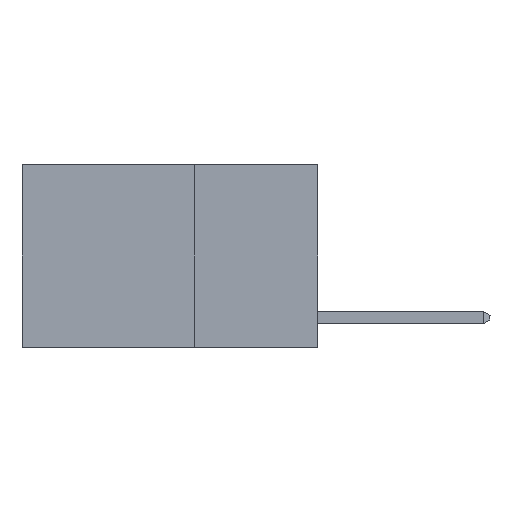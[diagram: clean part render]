
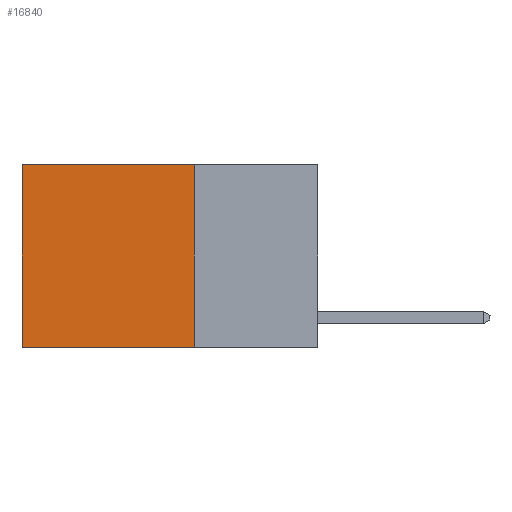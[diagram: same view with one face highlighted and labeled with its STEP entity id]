
A CAD part, left-side view. The second image highlights one B-rep face of the part: STEP entity #16840.
In plain terms, the highlighted planar face has unit normal (-1, 0, 0).
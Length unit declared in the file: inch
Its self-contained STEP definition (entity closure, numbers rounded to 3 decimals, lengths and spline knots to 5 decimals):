
#357 = DIRECTION ( 'NONE',  ( 0., 0., -1. ) ) ;
#1364 = EDGE_CURVE ( 'NONE', #18076, #13254, #2220, .T. ) ;
#1444 = AXIS2_PLACEMENT_3D ( 'NONE', #17173, #15465, #9382 ) ;
#1492 = LINE ( 'NONE', #4419, #11230 ) ;
#2220 = LINE ( 'NONE', #21575, #14445 ) ;
#3392 = VERTEX_POINT ( 'NONE', #17487 ) ;
#3812 = ORIENTED_EDGE ( 'NONE', *, *, #1364, .F. ) ;
#4419 = CARTESIAN_POINT ( 'NONE',  ( 0.2625, 0.25, 0. ) ) ;
#5554 = ORIENTED_EDGE ( 'NONE', *, *, #21171, .T. ) ;
#7228 = LINE ( 'NONE', #23758, #20144 ) ;
#8370 = LINE ( 'NONE', #13140, #12987 ) ;
#8825 = CARTESIAN_POINT ( 'NONE',  ( 0.2625, 0.25, 0. ) ) ;
#9382 = DIRECTION ( 'NONE',  ( 0., 0., -1. ) ) ;
#11230 = VECTOR ( 'NONE', #22142, 39.37008 ) ;
#11418 = DIRECTION ( 'NONE',  ( 0., 0., -1. ) ) ;
#12429 = EDGE_CURVE ( 'NONE', #19058, #3392, #1492, .T. ) ;
#12987 = VECTOR ( 'NONE', #11418, 39.37008 ) ;
#13140 = CARTESIAN_POINT ( 'NONE',  ( 0.2625, 0.25, 0. ) ) ;
#13254 = VERTEX_POINT ( 'NONE', #23680 ) ;
#13605 = EDGE_LOOP ( 'NONE', ( #5554, #3812, #23730, #18100 ) ) ;
#14445 = VECTOR ( 'NONE', #19008, 39.37008 ) ;
#15465 = DIRECTION ( 'NONE',  ( 1., 0., 0. ) ) ;
#16840 = ADVANCED_FACE ( 'NONE', ( #24900 ), #17257, .F. ) ;
#17173 = CARTESIAN_POINT ( 'NONE',  ( 0.2625, 0.25, 0. ) ) ;
#17257 = PLANE ( 'NONE',  #1444 ) ;
#17487 = CARTESIAN_POINT ( 'NONE',  ( 0.2625, 0.6, 0. ) ) ;
#18076 = VERTEX_POINT ( 'NONE', #25244 ) ;
#18100 = ORIENTED_EDGE ( 'NONE', *, *, #12429, .T. ) ;
#19008 = DIRECTION ( 'NONE',  ( 0., 1., 0. ) ) ;
#19058 = VERTEX_POINT ( 'NONE', #8825 ) ;
#20144 = VECTOR ( 'NONE', #357, 39.37008 ) ;
#21171 = EDGE_CURVE ( 'NONE', #3392, #13254, #7228, .T. ) ;
#21575 = CARTESIAN_POINT ( 'NONE',  ( 0.2625, 0.25, -0.37 ) ) ;
#22121 = EDGE_CURVE ( 'NONE', #19058, #18076, #8370, .T. ) ;
#22142 = DIRECTION ( 'NONE',  ( 0., 1., 0. ) ) ;
#23680 = CARTESIAN_POINT ( 'NONE',  ( 0.2625, 0.6, -0.37 ) ) ;
#23730 = ORIENTED_EDGE ( 'NONE', *, *, #22121, .F. ) ;
#23758 = CARTESIAN_POINT ( 'NONE',  ( 0.2625, 0.6, 0. ) ) ;
#24900 = FACE_OUTER_BOUND ( 'NONE', #13605, .T. ) ;
#25244 = CARTESIAN_POINT ( 'NONE',  ( 0.2625, 0.25, -0.37 ) ) ;
